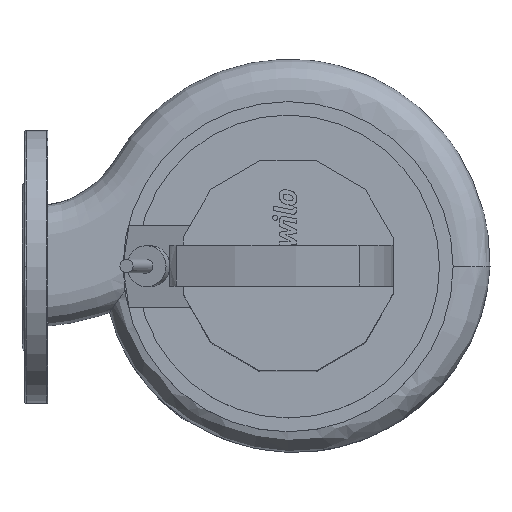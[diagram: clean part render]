
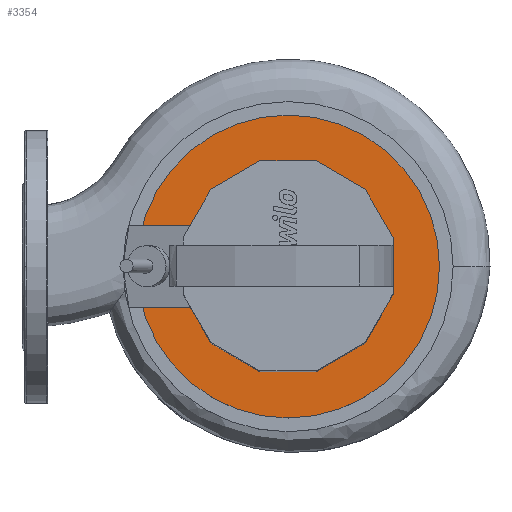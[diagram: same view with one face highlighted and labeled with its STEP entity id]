
A CAD part, top view. The second image highlights one B-rep face of the part: STEP entity #3354.
In plain terms, the highlighted planar face has unit normal (0, 0, 1).
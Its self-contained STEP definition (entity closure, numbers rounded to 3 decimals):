
#3127=CARTESIAN_POINT('',(306.0,0.,132.0));
#3128=VERTEX_POINT('',#3127);
#3144=CARTESIAN_POINT('',(84.,0.,132.0));
#3145=VERTEX_POINT('',#3144);
#3152=CARTESIAN_POINT('',(195.0,0.0,132.0));
#3153=DIRECTION('',(0.0,0.0,-1.0));
#3154=DIRECTION('',(1.0,0.0,0.0));
#3155=AXIS2_PLACEMENT_3D('',#3152,#3153,#3154);
#3156=CIRCLE('',#3155,111.);
#3157=EDGE_CURVE('',#3145,#3128,#3156,.T.);
#3339=CARTESIAN_POINT('',(250.5,0.,132.0));
#3340=DIRECTION('',(0.0,0.0,1.0));
#3341=DIRECTION('',(-1.0,0.0,0.0));
#3342=AXIS2_PLACEMENT_3D('',#3339,#3340,#3341);
#3343=PLANE('',#3342);
#3344=CARTESIAN_POINT('',(195.0,0.0,132.0));
#3345=DIRECTION('',(0.0,0.0,-1.0));
#3346=DIRECTION('',(1.0,0.0,0.0));
#3347=AXIS2_PLACEMENT_3D('',#3344,#3345,#3346);
#3348=CIRCLE('',#3347,111.);
#3349=EDGE_CURVE('',#3128,#3145,#3348,.T.);
#3350=ORIENTED_EDGE('',*,*,#3349,.F.);
#3351=ORIENTED_EDGE('',*,*,#3157,.F.);
#3352=EDGE_LOOP('',(#3350,#3351));
#3353=FACE_OUTER_BOUND('',#3352,.T.);
#3354=ADVANCED_FACE('',(#3353),#3343,.T.);
